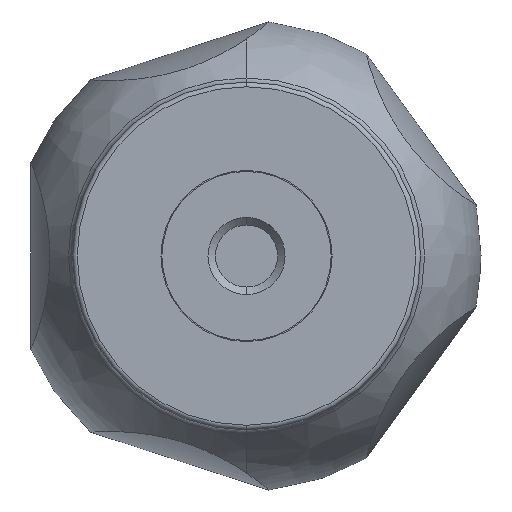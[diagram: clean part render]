
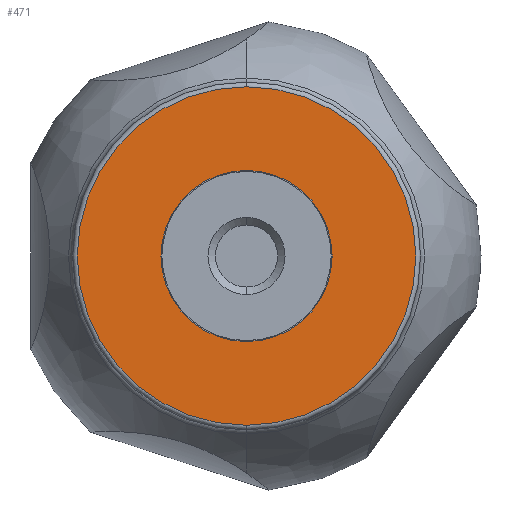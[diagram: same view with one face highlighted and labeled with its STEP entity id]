
A CAD part, left-side view. The second image highlights one B-rep face of the part: STEP entity #471.
In plain terms, the highlighted planar face has unit normal (-1, 0, 0).
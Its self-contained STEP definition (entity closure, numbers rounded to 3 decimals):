
#18=PLANE('',#544);
#64=FACE_BOUND('',#142,.T.);
#105=FACE_OUTER_BOUND('',#141,.T.);
#141=EDGE_LOOP('',(#394,#395));
#142=EDGE_LOOP('',(#396,#397));
#176=CIRCLE('',#510,18.);
#179=CIRCLE('',#514,9.1);
#195=CIRCLE('',#543,9.1);
#196=CIRCLE('',#545,18.);
#219=VERTEX_POINT('',#1046);
#220=VERTEX_POINT('',#1048);
#223=VERTEX_POINT('',#1055);
#224=VERTEX_POINT('',#1057);
#269=EDGE_CURVE('',#220,#219,#176,.T.);
#273=EDGE_CURVE('',#223,#224,#179,.T.);
#298=EDGE_CURVE('',#224,#223,#195,.T.);
#299=EDGE_CURVE('',#219,#220,#196,.T.);
#394=ORIENTED_EDGE('',*,*,#269,.T.);
#395=ORIENTED_EDGE('',*,*,#299,.T.);
#396=ORIENTED_EDGE('',*,*,#298,.F.);
#397=ORIENTED_EDGE('',*,*,#273,.F.);
#471=ADVANCED_FACE('',(#105,#64),#18,.F.);
#510=AXIS2_PLACEMENT_3D('',#1049,#613,#614);
#514=AXIS2_PLACEMENT_3D('',#1058,#622,#623);
#543=AXIS2_PLACEMENT_3D('',#1110,#689,#690);
#544=AXIS2_PLACEMENT_3D('',#1111,#691,#692);
#545=AXIS2_PLACEMENT_3D('',#1112,#693,#694);
#613=DIRECTION('center_axis',(-1.,0.,0.));
#614=DIRECTION('ref_axis',(0.,0.,1.));
#622=DIRECTION('center_axis',(-1.,0.,0.));
#623=DIRECTION('ref_axis',(0.,0.,1.));
#689=DIRECTION('center_axis',(-1.,0.,0.));
#690=DIRECTION('ref_axis',(0.,0.,1.));
#691=DIRECTION('center_axis',(1.,0.,0.));
#692=DIRECTION('ref_axis',(0.,1.,0.));
#693=DIRECTION('center_axis',(-1.,0.,0.));
#694=DIRECTION('ref_axis',(0.,0.,1.));
#1046=CARTESIAN_POINT('',(0.,0.,-18.));
#1048=CARTESIAN_POINT('',(0.,0.,18.));
#1049=CARTESIAN_POINT('Origin',(0.,0.,0.));
#1055=CARTESIAN_POINT('',(0.,0.,-9.1));
#1057=CARTESIAN_POINT('',(0.,0.,9.1));
#1058=CARTESIAN_POINT('Origin',(0.,0.,0.));
#1110=CARTESIAN_POINT('Origin',(0.,0.,0.));
#1111=CARTESIAN_POINT('Origin',(0.,9.1,0.));
#1112=CARTESIAN_POINT('Origin',(0.,0.,0.));
